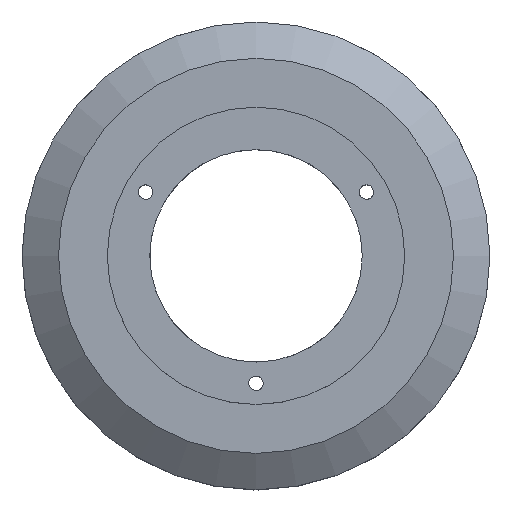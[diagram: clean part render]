
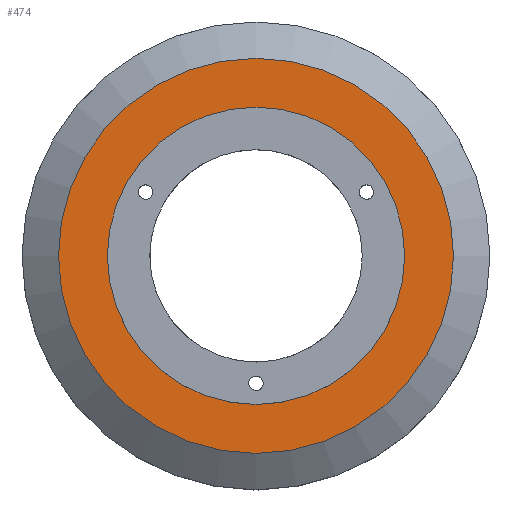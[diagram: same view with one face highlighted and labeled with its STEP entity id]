
A CAD part, top view. The second image highlights one B-rep face of the part: STEP entity #474.
In plain terms, the highlighted planar face has unit normal (0, 0, 1).
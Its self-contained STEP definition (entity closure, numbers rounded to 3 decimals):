
#43 = CYLINDRICAL_SURFACE('',#44,35.);
#44 = AXIS2_PLACEMENT_3D('',#45,#46,#47);
#45 = CARTESIAN_POINT('',(0.,0.,35.));
#46 = DIRECTION('',(0.,0.,-1.));
#47 = DIRECTION('',(1.,0.,0.));
#199 = VERTEX_POINT('',#200);
#200 = CARTESIAN_POINT('',(35.,0.,30.));
#221 = EDGE_CURVE('',#199,#199,#222,.T.);
#222 = SURFACE_CURVE('',#223,(#228,#235),.PCURVE_S1.);
#223 = CIRCLE('',#224,35.);
#224 = AXIS2_PLACEMENT_3D('',#225,#226,#227);
#225 = CARTESIAN_POINT('',(0.,0.,30.));
#226 = DIRECTION('',(0.,0.,-1.));
#227 = DIRECTION('',(1.,0.,0.));
#228 = PCURVE('',#43,#229);
#229 = DEFINITIONAL_REPRESENTATION('',(#230),#234);
#230 = LINE('',#231,#232);
#231 = CARTESIAN_POINT('',(0.,5.));
#232 = VECTOR('',#233,1.);
#233 = DIRECTION('',(1.,0.));
#234 = ( GEOMETRIC_REPRESENTATION_CONTEXT(2) 
PARAMETRIC_REPRESENTATION_CONTEXT() REPRESENTATION_CONTEXT('2D SPACE',''
  ) );
#235 = PCURVE('',#236,#241);
#236 = PLANE('',#237);
#237 = AXIS2_PLACEMENT_3D('',#238,#239,#240);
#238 = CARTESIAN_POINT('',(0.,0.,30.));
#239 = DIRECTION('',(0.,0.,-1.));
#240 = DIRECTION('',(1.,0.,0.));
#241 = DEFINITIONAL_REPRESENTATION('',(#242),#246);
#242 = CIRCLE('',#243,35.);
#243 = AXIS2_PLACEMENT_2D('',#244,#245);
#244 = CARTESIAN_POINT('',(0.,0.));
#245 = DIRECTION('',(1.,-0.));
#246 = ( GEOMETRIC_REPRESENTATION_CONTEXT(2) 
PARAMETRIC_REPRESENTATION_CONTEXT() REPRESENTATION_CONTEXT('2D SPACE',''
  ) );
#474 = ADVANCED_FACE('',(#475,#478),#236,.F.);
#475 = FACE_BOUND('',#476,.T.);
#476 = EDGE_LOOP('',(#477));
#477 = ORIENTED_EDGE('',*,*,#221,.T.);
#478 = FACE_BOUND('',#479,.T.);
#479 = EDGE_LOOP('',(#480));
#480 = ORIENTED_EDGE('',*,*,#481,.F.);
#481 = EDGE_CURVE('',#482,#482,#484,.T.);
#482 = VERTEX_POINT('',#483);
#483 = CARTESIAN_POINT('',(46.5,0.,30.));
#484 = SURFACE_CURVE('',#485,(#490,#497),.PCURVE_S1.);
#485 = CIRCLE('',#486,46.5);
#486 = AXIS2_PLACEMENT_3D('',#487,#488,#489);
#487 = CARTESIAN_POINT('',(0.,0.,30.));
#488 = DIRECTION('',(0.,0.,-1.));
#489 = DIRECTION('',(1.,0.,0.));
#490 = PCURVE('',#236,#491);
#491 = DEFINITIONAL_REPRESENTATION('',(#492),#496);
#492 = CIRCLE('',#493,46.5);
#493 = AXIS2_PLACEMENT_2D('',#494,#495);
#494 = CARTESIAN_POINT('',(0.,0.));
#495 = DIRECTION('',(1.,-0.));
#496 = ( GEOMETRIC_REPRESENTATION_CONTEXT(2) 
PARAMETRIC_REPRESENTATION_CONTEXT() REPRESENTATION_CONTEXT('2D SPACE',''
  ) );
#497 = PCURVE('',#498,#503);
#498 = CONICAL_SURFACE('',#499,46.5,0.96);
#499 = AXIS2_PLACEMENT_3D('',#500,#501,#502);
#500 = CARTESIAN_POINT('',(0.,0.,30.));
#501 = DIRECTION('',(0.,0.,-1.));
#502 = DIRECTION('',(1.,0.,0.));
#503 = DEFINITIONAL_REPRESENTATION('',(#504),#508);
#504 = LINE('',#505,#506);
#505 = CARTESIAN_POINT('',(0.,0.));
#506 = VECTOR('',#507,1.);
#507 = DIRECTION('',(1.,0.));
#508 = ( GEOMETRIC_REPRESENTATION_CONTEXT(2) 
PARAMETRIC_REPRESENTATION_CONTEXT() REPRESENTATION_CONTEXT('2D SPACE',''
  ) );
